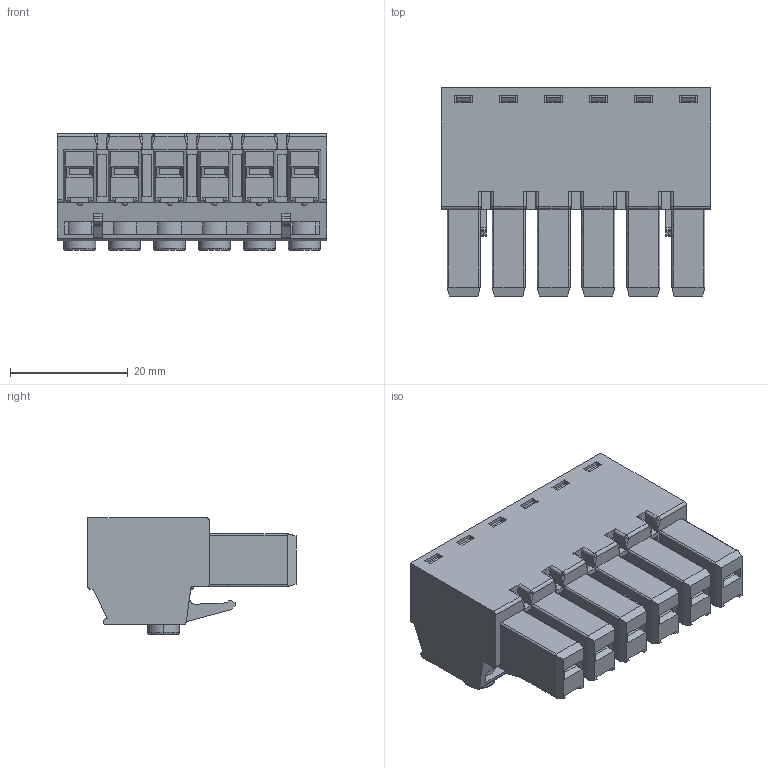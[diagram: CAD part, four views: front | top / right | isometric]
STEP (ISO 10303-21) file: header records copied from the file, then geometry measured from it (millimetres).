
FILE_DESCRIPTION( ('This file contains a STEP AP42 implementation' ,'as created by ZW3D STEP Interface translator.') ,'2;1' );
FILE_NAME( 'WJ3EDGKH-7.62-06P.stp' ,'24 219.143234', (''), ('ZWCAD Software Co.'), 'Version 1.0', 'ZW3D to STEP translator', '' );
FILE_SCHEMA(('AUTOMOTIVE_DESIGN'));
Length unit declared in the file: millimetre
Products named in the file (2): 0; WJ3EDGKH-7.62-06P-00A(2)
Bounding box: 45.72 x 35.3 x 19.7 mm (x, y, z)
Surface area: 12520.3 mm2 (no closed solid volume)
Topology: 0 solids, 1 shells, 1150 faces, 3240 edges, 2102 vertices
Faces by surface type: bspline 1150
Entity records: 38619 total; most frequent: CARTESIAN_POINT 18270, ORIENTED_EDGE 6465, EDGE_CURVE 3234, B_SPLINE_CURVE_WITH_KNOTS 2851, VERTEX_POINT 2102, EDGE_LOOP 1224, FACE_OUTER_BOUND 1150, ADVANCED_FACE 1150
